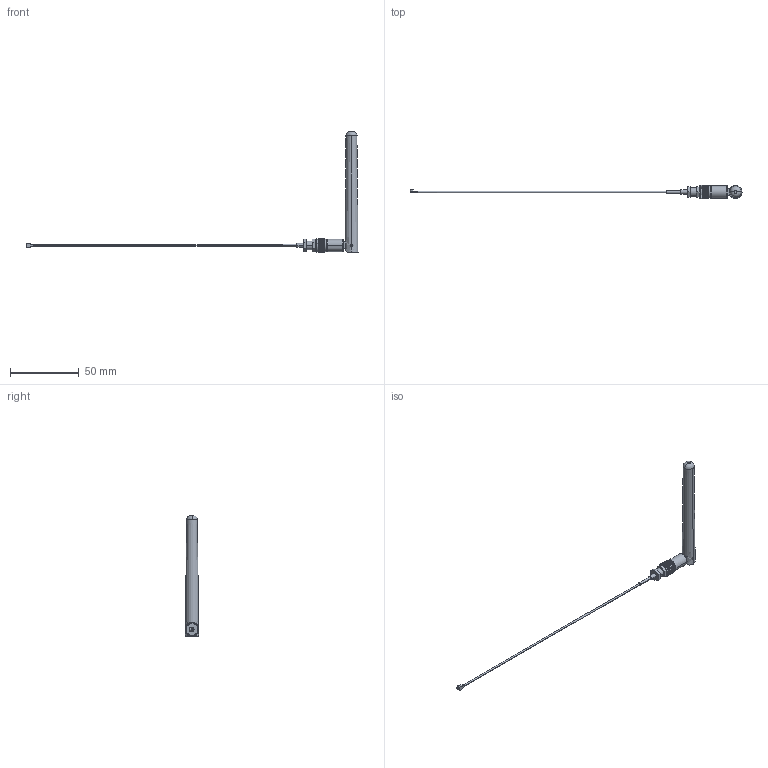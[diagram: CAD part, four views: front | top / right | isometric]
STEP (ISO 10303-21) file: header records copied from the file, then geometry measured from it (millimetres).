
FILE_DESCRIPTION(('STEP AP214'),'1');
FILE_NAME('Raspberry Pi CM4 Antenna.stp','2021-06-27T07:10:30',(' '),(' '),'Spatial InterOp 3D',' ',' ');
FILE_SCHEMA(('AUTOMOTIVE_DESIGN { 1 0 10303 214 1 1 1 1 }'));
Length unit declared in the file: metre
Products named in the file (10): Raspberry Pi CM4 Antenna; Antenna body; Antenna base; Threads; Bolt; Bolt Geometry; Nut; Cable assembly; Cable; Coax Connector
Assembly tree (9 placements, depth 4):
  Raspberry Pi CM4 Antenna
    Antenna body
    Antenna base
    Threads
    Cable assembly
      Bolt
        Bolt Geometry
        Nut
      Cable
      Coax Connector
Bounding box: 241.45 x 10 x 87.7 mm (x, y, z)
Volume: 7245.6 mm3; surface area: 5413.5 mm2
Topology: 7 solids, 7 shells, 270 faces, 656 edges, 439 vertices
Faces by surface type: plane 177, cylinder 75, torus 10, cone 6, bspline 2
Entity records: 9241 total; most frequent: CARTESIAN_POINT 2393, DIRECTION 1439, ORIENTED_EDGE 1308, EDGE_CURVE 654, AXIS2_PLACEMENT_3D 529, VERTEX_POINT 439, LINE 381, VECTOR 381
